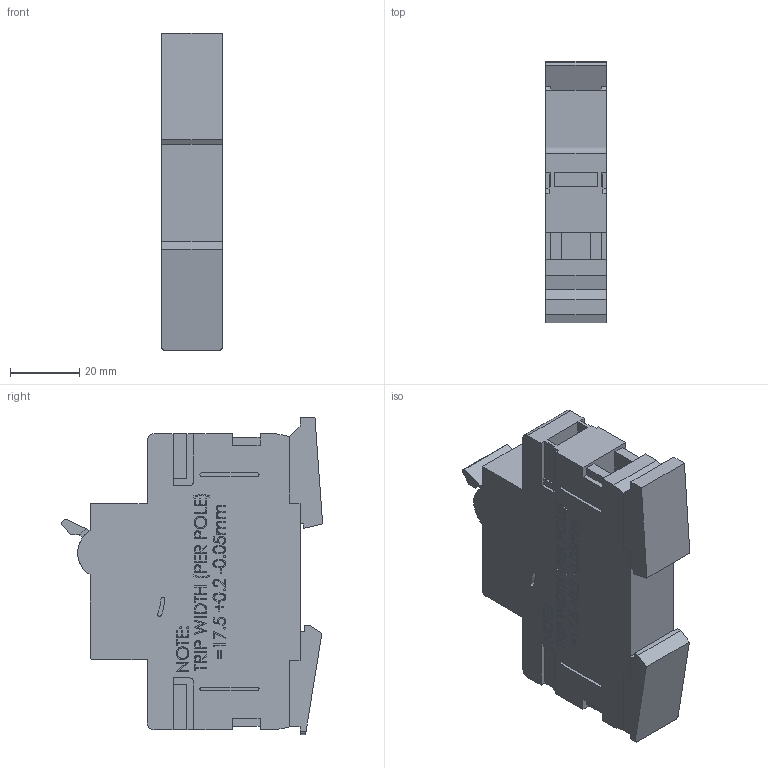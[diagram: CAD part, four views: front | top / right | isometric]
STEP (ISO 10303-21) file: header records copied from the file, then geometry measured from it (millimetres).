
FILE_DESCRIPTION (( 'STEP AP214' ), '1' );
FILE_NAME ('JtecST.STEP', '2020-06-04T07:50:22', ( '' ), ( '' ), 'SwSTEP 2.0', 'SolidWorks 2020', '' );
FILE_SCHEMA (( 'AUTOMOTIVE_DESIGN' ));
Length unit declared in the file: millimetre
Products named in the file (1): JtecST
Bounding box: 17.5 x 75.18 x 91.27 mm (x, y, z)
Volume: 82132.9 mm3; surface area: 20264.4 mm2
Topology: 3 solids, 3 shells, 847 faces, 2284 edges, 1520 vertices
Faces by surface type: plane 565, bspline 181, cylinder 99, sphere 2
Entity records: 39634 total; most frequent: CARTESIAN_POINT 16297, ORIENTED_EDGE 4560, DIRECTION 3472, EDGE_CURVE 2280, VECTOR 1694, LINE 1694, VERTEX_POINT 1518, EDGE_LOOP 926
